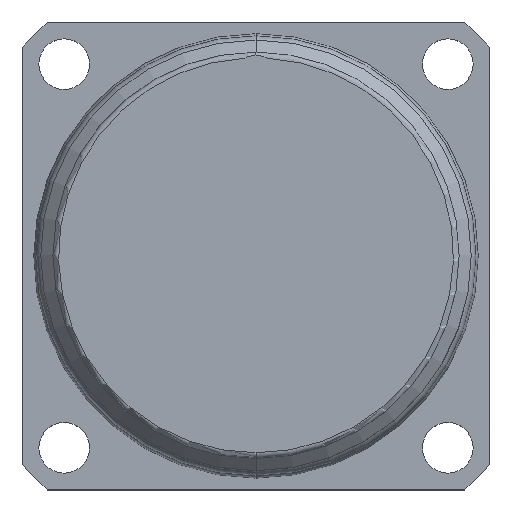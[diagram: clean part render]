
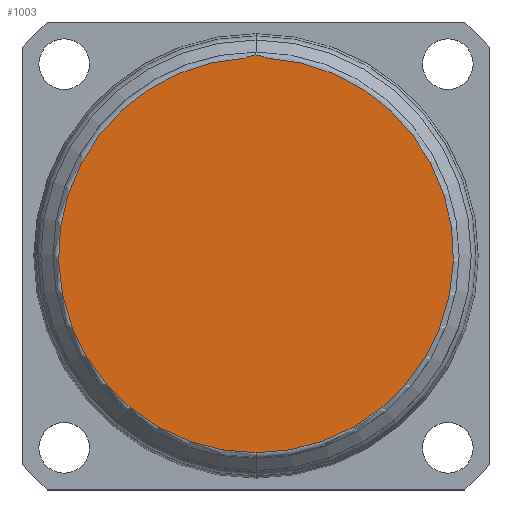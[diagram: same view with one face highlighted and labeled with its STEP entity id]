
A CAD part, top view. The second image highlights one B-rep face of the part: STEP entity #1003.
In plain terms, the highlighted planar face has unit normal (0, 0, 1).
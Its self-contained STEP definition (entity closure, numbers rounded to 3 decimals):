
#22=CARTESIAN_POINT('',(0.,10.673,14.1));
#23=CARTESIAN_POINT('',(-0.043,10.673,14.1));
#24=CARTESIAN_POINT('',(-0.126,10.67,14.1));
#25=CARTESIAN_POINT('',(-0.244,10.656,14.1));
#26=CARTESIAN_POINT('',(-0.35,10.635,14.1));
#27=CARTESIAN_POINT('',(-0.447,10.607,14.1));
#28=CARTESIAN_POINT('',(-0.534,10.574,14.1));
#29=CARTESIAN_POINT('',(-0.587,10.547,14.1));
#30=CARTESIAN_POINT('',(-0.612,10.532,14.1));
#32=CARTESIAN_POINT('',(0.612,10.532,14.1));
#33=CARTESIAN_POINT('',(0.588,10.547,14.1));
#34=CARTESIAN_POINT('',(0.535,10.573,14.1));
#35=CARTESIAN_POINT('',(0.45,10.607,14.1));
#36=CARTESIAN_POINT('',(0.353,10.634,14.1));
#37=CARTESIAN_POINT('',(0.246,10.656,14.1));
#38=CARTESIAN_POINT('',(0.127,10.67,14.1));
#39=CARTESIAN_POINT('',(0.043,10.673,14.1));
#40=CARTESIAN_POINT('',(0.,10.673,14.1));
#52=CARTESIAN_POINT('',(-0.612,10.532,14.1));
#54=CARTESIAN_POINT('',(0.,0.,14.1));
#55=DIRECTION('',(0.,0.,-1.));
#56=DIRECTION('',(0.,-1.,0.));
#57=AXIS2_PLACEMENT_3D('',#54,#55,#56);
#73=CARTESIAN_POINT('',(0.612,10.532,14.1));
#95=CARTESIAN_POINT('',(0.,0.,14.1));
#96=DIRECTION('',(0.,0.,-1.));
#97=DIRECTION('',(0.058,0.998,0.));
#98=AXIS2_PLACEMENT_3D('',#95,#96,#97);
#846=CARTESIAN_POINT('',(0.,-10.55,14.1));
#847=VERTEX_POINT('',#846);
#957=VERTEX_POINT('',#52);
#958=VERTEX_POINT('',#73);
#959=VERTEX_POINT('',#40);
#988=CARTESIAN_POINT('',(0.,0.,14.1));
#989=DIRECTION('',(0.,0.,1.));
#990=DIRECTION('',(0.,-1.,0.));
#991=AXIS2_PLACEMENT_3D('',#988,#989,#990);
#992=PLANE('',#991);
#994=ORIENTED_EDGE('',*,*,#993,.T.);
#996=ORIENTED_EDGE('',*,*,#995,.F.);
#998=ORIENTED_EDGE('',*,*,#997,.F.);
#1000=ORIENTED_EDGE('',*,*,#999,.T.);
#1001=EDGE_LOOP('',(#994,#996,#998,#1000));
#1002=FACE_OUTER_BOUND('',#1001,.F.);
#31=B_SPLINE_CURVE_WITH_KNOTS('',3,(#22,#23,#24,#25,#26,#27,#28,#29,#30),
.UNSPECIFIED.,.F.,.F.,(4,1,1,1,1,1,4),(0.,0.203,0.39,
0.561,0.717,0.863,1.),.UNSPECIFIED.);
#41=B_SPLINE_CURVE_WITH_KNOTS('',3,(#32,#33,#34,#35,#36,#37,#38,#39,#40),
.UNSPECIFIED.,.F.,.F.,(4,1,1,1,1,1,4),(0.,0.133,0.277,
0.434,0.607,0.796,1.),.UNSPECIFIED.);
#58=CIRCLE('',#57,10.55);
#99=CIRCLE('',#98,10.55);
#993=EDGE_CURVE('',#847,#957,#58,.T.);
#995=EDGE_CURVE('',#959,#957,#31,.T.);
#997=EDGE_CURVE('',#958,#959,#41,.T.);
#999=EDGE_CURVE('',#958,#847,#99,.T.);
#1003=ADVANCED_FACE('',(#1002),#992,.T.);
